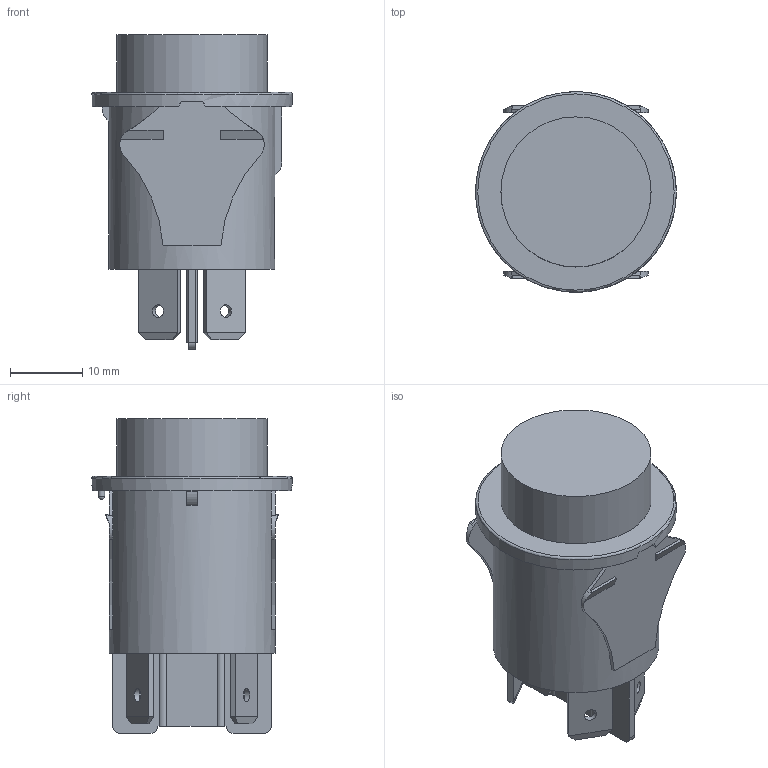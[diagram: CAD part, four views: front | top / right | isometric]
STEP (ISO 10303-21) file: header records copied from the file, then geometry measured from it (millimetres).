
FILE_DESCRIPTION((' '),'2;1');
FILE_NAME('PR14ECxx00.stp','2017-07-26T16:28:00',(' '),(' '),' ','ACIS',' ');
FILE_SCHEMA(('CONFIG_CONTROL_DESIGN'));
Length unit declared in the file: inch
Products named in the file (1): PR14ECxx00.stp
Bounding box: 27.79 x 27.79 x 43.6 mm (x, y, z)
Volume: 9118 mm3; surface area: 9994 mm2
Topology: 1 solids, 2 shells, 3333 faces, 5462 edges, 2139 vertices
Faces by surface type: plane 3297, cylinder 34, torus 1, bspline 1
Full cylindrical faces by diameter (mm): 0.9 x1, 1.75 x4, 15.378 x1, 18.4 x1, 18.54 x1, 20.8 x2, 23 x1, 27.8 x1
Entity records: 69672 total; most frequent: DIRECTION 12555, CARTESIAN_POINT 10946, ORIENTED_EDGE 10875, EDGE_CURVE 5438, VECTOR 4987, LINE 4987, AXIS2_PLACEMENT_3D 3784, EDGE_LOOP 3363
